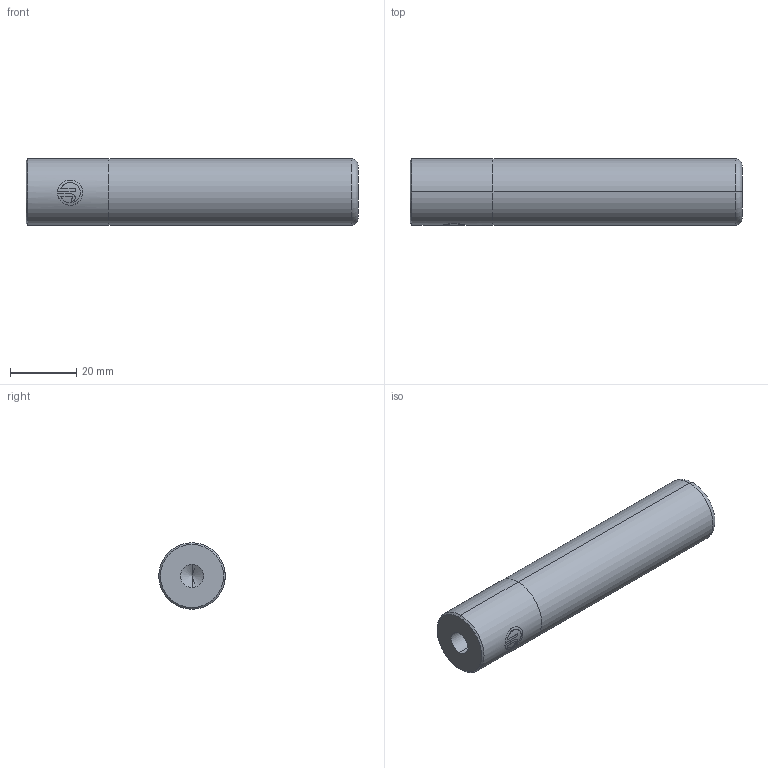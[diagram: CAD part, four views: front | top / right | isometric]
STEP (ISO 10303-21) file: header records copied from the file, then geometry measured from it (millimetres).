
FILE_DESCRIPTION (( 'STEP AP214' ), '1' );
FILE_NAME ('GPNV-D20-L100.step', '2021-09-09T10:40:00', ( 'User' ), ( 'china' ), 'SwSTEP 2.0', 'SolidWorks 2016', '' );
FILE_SCHEMA (( 'AUTOMOTIVE_DESIGN' ));
Length unit declared in the file: millimetre
Products named in the file (1): GPNV-D20-L100
Bounding box: 100 x 20 x 20 mm (x, y, z)
Volume: 30443.8 mm3; surface area: 7356 mm2
Topology: 1 solids, 1 shells, 35 faces, 84 edges, 53 vertices
Faces by surface type: cylinder 18, plane 11, cone 4, torus 2
Entity records: 1298 total; most frequent: CARTESIAN_POINT 467, ORIENTED_EDGE 164, DIRECTION 152, EDGE_CURVE 82, AXIS2_PLACEMENT_3D 58, VERTEX_POINT 53, EDGE_LOOP 39, LINE 36
